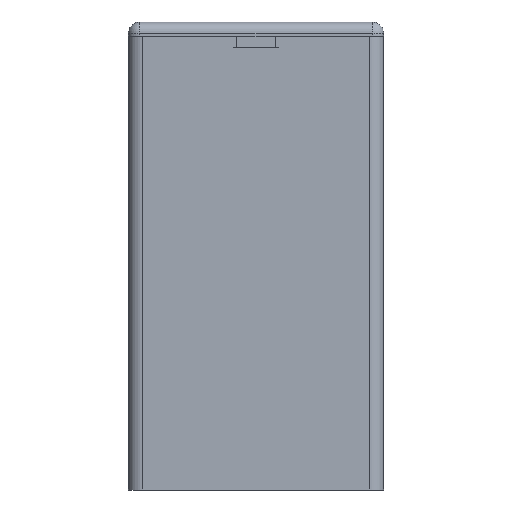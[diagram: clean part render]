
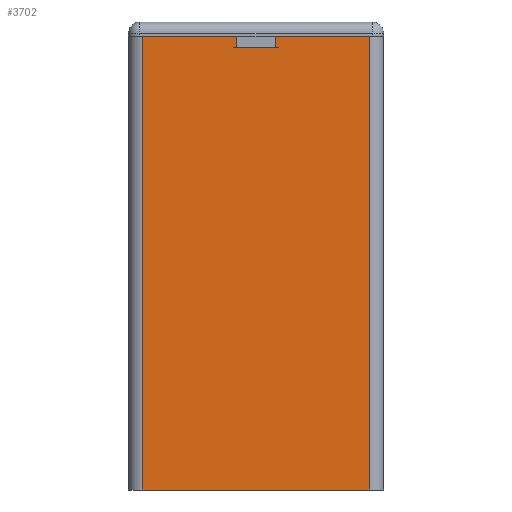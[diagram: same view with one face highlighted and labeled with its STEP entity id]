
A CAD part, left-side view. The second image highlights one B-rep face of the part: STEP entity #3702.
In plain terms, the highlighted planar face has unit normal (-1, 0, 0).
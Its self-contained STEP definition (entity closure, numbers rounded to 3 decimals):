
#1859=CARTESIAN_POINT('',(-45.,-20.,0.0));
#1860=VERTEX_POINT('',#1859);
#1868=CARTESIAN_POINT('',(-45.,20.,0.0));
#1869=VERTEX_POINT('',#1868);
#1870=CARTESIAN_POINT('',(-45.,-20.,0.0));
#1871=DIRECTION('',(0.0,1.0,0.0));
#1872=VECTOR('',#1871,40.);
#1873=LINE('',#1870,#1872);
#1874=EDGE_CURVE('',#1860,#1869,#1873,.T.);
#2760=CARTESIAN_POINT('',(-45.,20.,80.0));
#2761=VERTEX_POINT('',#2760);
#2769=CARTESIAN_POINT('',(-45.,-20.,80.0));
#2770=VERTEX_POINT('',#2769);
#2771=CARTESIAN_POINT('',(-45.,-20.,80.0));
#2772=DIRECTION('',(0.0,1.0,0.0));
#2773=VECTOR('',#2772,40.);
#2774=LINE('',#2771,#2773);
#2775=EDGE_CURVE('',#2770,#2761,#2774,.T.);
#3675=CARTESIAN_POINT('',(-45.,-20.,0.0));
#3676=DIRECTION('',(0.0,0.0,1.0));
#3677=VECTOR('',#3676,80.0);
#3678=LINE('',#3675,#3677);
#3679=EDGE_CURVE('',#1860,#2770,#3678,.T.);
#3686=CARTESIAN_POINT('',(-45.,-20.,0.0));
#3687=DIRECTION('',(-1.0,0.0,0.0));
#3688=DIRECTION('',(0.0,0.0,1.0));
#3689=AXIS2_PLACEMENT_3D('',#3686,#3687,#3688);
#3690=PLANE('',#3689);
#3691=ORIENTED_EDGE('',*,*,#2775,.T.);
#3692=CARTESIAN_POINT('',(-45.,20.,0.0));
#3693=DIRECTION('',(0.0,0.0,1.0));
#3694=VECTOR('',#3693,80.0);
#3695=LINE('',#3692,#3694);
#3696=EDGE_CURVE('',#1869,#2761,#3695,.T.);
#3697=ORIENTED_EDGE('',*,*,#3696,.F.);
#3698=ORIENTED_EDGE('',*,*,#1874,.F.);
#3699=ORIENTED_EDGE('',*,*,#3679,.T.);
#3700=EDGE_LOOP('',(#3691,#3697,#3698,#3699));
#3701=FACE_OUTER_BOUND('',#3700,.T.);
#3702=ADVANCED_FACE('',(#3701),#3690,.T.);
